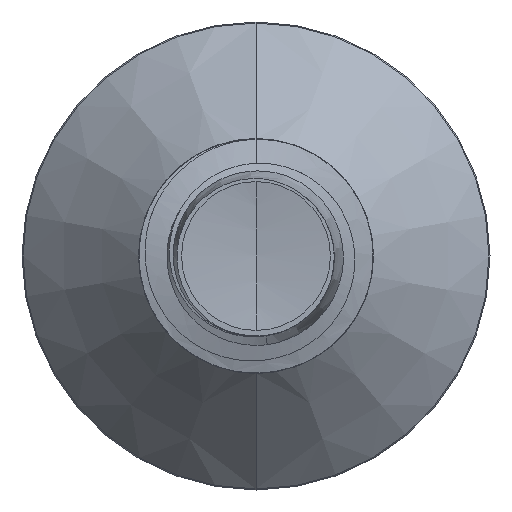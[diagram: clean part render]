
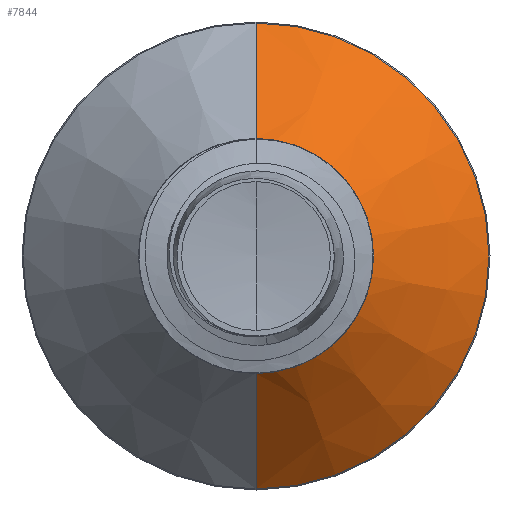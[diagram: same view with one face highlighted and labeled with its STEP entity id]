
A CAD part, front view. The second image highlights one B-rep face of the part: STEP entity #7844.
In plain terms, the highlighted conical face has half-angle 45 degrees and reference radius 1.256 mm.
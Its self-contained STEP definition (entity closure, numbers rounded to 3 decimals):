
#919 = CARTESIAN_POINT ( 'NONE',  ( 0., 6.206, 0. ) ) ;
#1232 = DIRECTION ( 'NONE',  ( 0., 0.707, 0.707 ) ) ;
#1295 = EDGE_LOOP ( 'NONE', ( #2993, #3137, #3391, #3867 ) ) ;
#1501 = DIRECTION ( 'NONE',  ( 0., 1., 0. ) ) ;
#2030 = VERTEX_POINT ( 'NONE', #14001 ) ;
#2478 = CARTESIAN_POINT ( 'NONE',  ( 0., 6.206, -1.256 ) ) ;
#2604 = LINE ( 'NONE', #2478, #16450 ) ;
#2813 = DIRECTION ( 'NONE',  ( 0., 0., 1. ) ) ;
#2993 = ORIENTED_EDGE ( 'NONE', *, *, #14382, .T. ) ;
#3052 = DIRECTION ( 'NONE',  ( 0., 0., 1. ) ) ;
#3137 = ORIENTED_EDGE ( 'NONE', *, *, #4313, .T. ) ;
#3391 = ORIENTED_EDGE ( 'NONE', *, *, #12906, .F. ) ;
#3618 = CARTESIAN_POINT ( 'NONE',  ( 0., 7.439, 2.489 ) ) ;
#3867 = ORIENTED_EDGE ( 'NONE', *, *, #11403, .F. ) ;
#3997 = LINE ( 'NONE', #11519, #20986 ) ;
#4313 = EDGE_CURVE ( 'NONE', #19514, #19094, #2604, .T. ) ;
#4346 = DIRECTION ( 'NONE',  ( 0., 0.707, -0.707 ) ) ;
#4684 = AXIS2_PLACEMENT_3D ( 'NONE', #919, #12895, #2813 ) ;
#6549 = DIRECTION ( 'NONE',  ( 0., 1., 0. ) ) ;
#7844 = ADVANCED_FACE ( 'NONE', ( #18443 ), #17952, .T. ) ;
#9151 = CARTESIAN_POINT ( 'NONE',  ( 0., 6.206, -1.256 ) ) ;
#10245 = CARTESIAN_POINT ( 'NONE',  ( 0., 7.439, -2.489 ) ) ;
#11403 = EDGE_CURVE ( 'NONE', #2030, #18036, #3997, .T. ) ;
#11519 = CARTESIAN_POINT ( 'NONE',  ( 0., 6.206, 1.256 ) ) ;
#11766 = CARTESIAN_POINT ( 'NONE',  ( 0., 7.439, 0. ) ) ;
#12895 = DIRECTION ( 'NONE',  ( 0., 1., 0. ) ) ;
#12906 = EDGE_CURVE ( 'NONE', #18036, #19094, #16794, .T. ) ;
#13106 = CARTESIAN_POINT ( 'NONE',  ( 0., 6.206, 0. ) ) ;
#13427 = DIRECTION ( 'NONE',  ( 0., 0., 1. ) ) ;
#14001 = CARTESIAN_POINT ( 'NONE',  ( 0., 6.206, 1.256 ) ) ;
#14321 = AXIS2_PLACEMENT_3D ( 'NONE', #11766, #1501, #13427 ) ;
#14382 = EDGE_CURVE ( 'NONE', #2030, #19514, #15500, .T. ) ;
#15500 = CIRCLE ( 'NONE', #4684, 1.256 ) ;
#16450 = VECTOR ( 'NONE', #4346, 1000. ) ;
#16794 = CIRCLE ( 'NONE', #14321, 2.489 ) ;
#17865 = AXIS2_PLACEMENT_3D ( 'NONE', #13106, #6549, #3052 ) ;
#17952 = CONICAL_SURFACE ( 'NONE', #17865, 1.256, 0.785 ) ;
#18036 = VERTEX_POINT ( 'NONE', #3618 ) ;
#18443 = FACE_OUTER_BOUND ( 'NONE', #1295, .T. ) ;
#19094 = VERTEX_POINT ( 'NONE', #10245 ) ;
#19514 = VERTEX_POINT ( 'NONE', #9151 ) ;
#20986 = VECTOR ( 'NONE', #1232, 1000. ) ;
